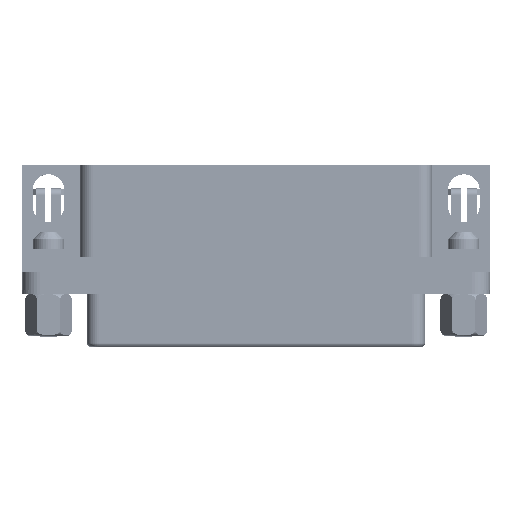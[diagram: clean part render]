
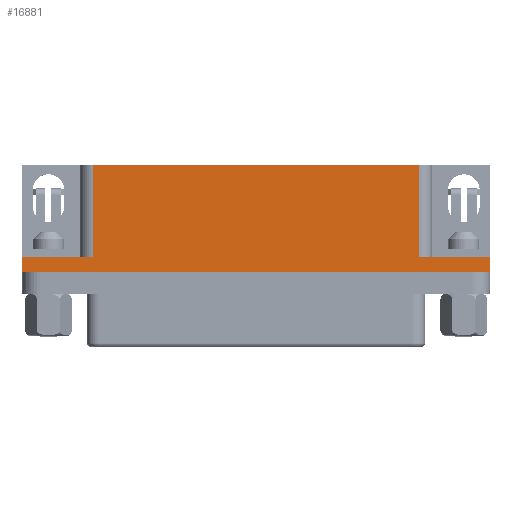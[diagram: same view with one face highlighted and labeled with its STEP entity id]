
A CAD part, top view. The second image highlights one B-rep face of the part: STEP entity #16881.
In plain terms, the highlighted planar face has unit normal (0, 0, 1).
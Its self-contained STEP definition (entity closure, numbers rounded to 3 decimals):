
#972=LINE('',#25058,#3048);
#1085=LINE('',#25345,#3161);
#1091=LINE('',#25356,#3167);
#1094=LINE('',#25364,#3170);
#1095=LINE('',#25365,#3171);
#1096=LINE('',#25367,#3172);
#1097=LINE('',#25369,#3173);
#1098=LINE('',#25371,#3174);
#3048=VECTOR('',#20072,1000.);
#3161=VECTOR('',#20279,1000.);
#3167=VECTOR('',#20287,1000.);
#3170=VECTOR('',#20294,1000.);
#3171=VECTOR('',#20295,1000.);
#3172=VECTOR('',#20296,1000.);
#3173=VECTOR('',#20297,1000.);
#3174=VECTOR('',#20298,1000.);
#5433=ORIENTED_EDGE('',*,*,#10055,.T.);
#5434=ORIENTED_EDGE('',*,*,#10205,.T.);
#5435=ORIENTED_EDGE('',*,*,#10201,.T.);
#5436=ORIENTED_EDGE('',*,*,#10195,.F.);
#5437=ORIENTED_EDGE('',*,*,#10206,.F.);
#5438=ORIENTED_EDGE('',*,*,#10207,.T.);
#5439=ORIENTED_EDGE('',*,*,#10208,.F.);
#5440=ORIENTED_EDGE('',*,*,#10209,.T.);
#10055=EDGE_CURVE('',#12401,#12400,#972,.T.);
#10195=EDGE_CURVE('',#12527,#12528,#1085,.T.);
#10201=EDGE_CURVE('',#12532,#12528,#1091,.T.);
#10205=EDGE_CURVE('',#12400,#12532,#1094,.T.);
#10206=EDGE_CURVE('',#12535,#12527,#1095,.T.);
#10207=EDGE_CURVE('',#12535,#12536,#1096,.T.);
#10208=EDGE_CURVE('',#12537,#12536,#1097,.T.);
#10209=EDGE_CURVE('',#12537,#12401,#1098,.T.);
#12400=VERTEX_POINT('',#25057);
#12401=VERTEX_POINT('',#25059);
#12527=VERTEX_POINT('',#25344);
#12528=VERTEX_POINT('',#25346);
#12532=VERTEX_POINT('',#25357);
#12535=VERTEX_POINT('',#25366);
#12536=VERTEX_POINT('',#25368);
#12537=VERTEX_POINT('',#25370);
#14014=EDGE_LOOP('',(#5433,#5434,#5435,#5436,#5437,#5438,#5439,#5440));
#15110=FACE_BOUND('',#14014,.T.);
#16126=PLANE('',#18152);
#16881=ADVANCED_FACE('',(#15110),#16126,.T.);
#18152=AXIS2_PLACEMENT_3D('',#25363,#20292,#20293);
#20072=DIRECTION('',(-1.,0.,0.));
#20279=DIRECTION('',(0.,1.,0.));
#20287=DIRECTION('',(-1.,0.,0.));
#20292=DIRECTION('',(0.,0.,1.));
#20293=DIRECTION('',(1.,0.,0.));
#20294=DIRECTION('',(0.,-1.,0.));
#20295=DIRECTION('',(-1.,0.,0.));
#20296=DIRECTION('',(0.,1.,0.));
#20297=DIRECTION('',(1.,0.,0.));
#20298=DIRECTION('',(0.,1.,0.));
#25057=CARTESIAN_POINT('',(-18.465,7.1,4.225));
#25058=CARTESIAN_POINT('',(26.52,7.1,4.225));
#25059=CARTESIAN_POINT('',(18.465,7.1,4.225));
#25344=CARTESIAN_POINT('',(-26.52,-5.1,4.225));
#25345=CARTESIAN_POINT('',(-26.52,-5.1,4.225));
#25346=CARTESIAN_POINT('',(-26.52,-3.3,4.225));
#25356=CARTESIAN_POINT('',(-19.965,-3.3,4.225));
#25357=CARTESIAN_POINT('',(-18.465,-3.3,4.225));
#25363=CARTESIAN_POINT('',(26.52,-5.1,4.225));
#25364=CARTESIAN_POINT('',(-18.465,-3.3,4.225));
#25365=CARTESIAN_POINT('',(26.52,-5.1,4.225));
#25366=CARTESIAN_POINT('',(26.52,-5.1,4.225));
#25367=CARTESIAN_POINT('',(26.52,-5.1,4.225));
#25368=CARTESIAN_POINT('',(26.52,-3.3,4.225));
#25369=CARTESIAN_POINT('',(19.965,-3.3,4.225));
#25370=CARTESIAN_POINT('',(18.465,-3.3,4.225));
#25371=CARTESIAN_POINT('',(18.465,7.1,4.225));
